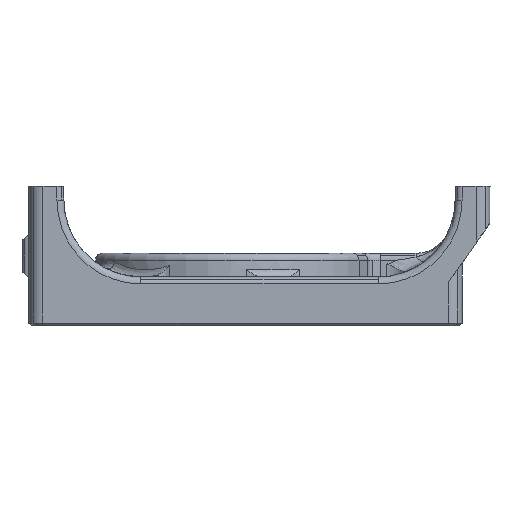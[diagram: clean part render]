
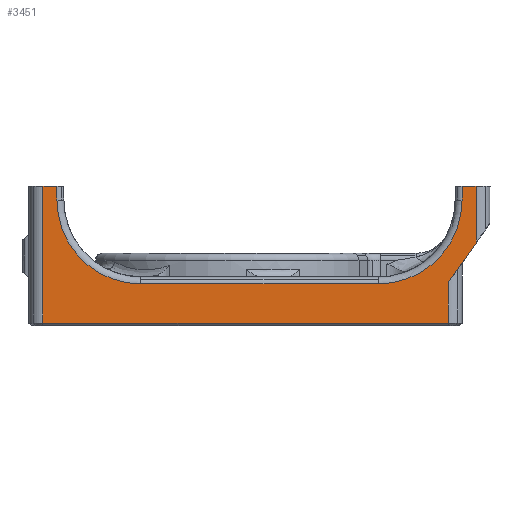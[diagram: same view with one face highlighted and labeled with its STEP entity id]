
A CAD part, left-side view. The second image highlights one B-rep face of the part: STEP entity #3451.
In plain terms, the highlighted planar face has unit normal (-1, 0, 0).
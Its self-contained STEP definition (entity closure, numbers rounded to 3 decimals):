
#163 = DIRECTION ( 'NONE',  ( 0., -0.707, -0.707 ) ) ;
#236 = EDGE_CURVE ( 'NONE', #5288, #2336, #1508, .T. ) ;
#391 = VECTOR ( 'NONE', #3639, 1000. ) ;
#591 = VERTEX_POINT ( 'NONE', #12569 ) ;
#982 = ORIENTED_EDGE ( 'NONE', *, *, #9645, .T. ) ;
#996 = VECTOR ( 'NONE', #6890, 1000. ) ;
#1105 = EDGE_LOOP ( 'NONE', ( #982, #10486, #9840, #4297, #1728, #1138, #11605, #11842, #10046, #9673, #5309, #4582 ) ) ;
#1138 = ORIENTED_EDGE ( 'NONE', *, *, #9643, .T. ) ;
#1199 = CARTESIAN_POINT ( 'NONE',  ( 0., 64., 20. ) ) ;
#1233 = EDGE_CURVE ( 'NONE', #2150, #7100, #8067, .T. ) ;
#1508 = LINE ( 'NONE', #2546, #4875 ) ;
#1728 = ORIENTED_EDGE ( 'NONE', *, *, #12844, .F. ) ;
#1833 = DIRECTION ( 'NONE',  ( 1., 0., 0. ) ) ;
#2150 = VERTEX_POINT ( 'NONE', #11336 ) ;
#2336 = VERTEX_POINT ( 'NONE', #6844 ) ;
#2546 = CARTESIAN_POINT ( 'NONE',  ( 0., 2., 20. ) ) ;
#2831 = VECTOR ( 'NONE', #7290, 1000. ) ;
#3249 = VERTEX_POINT ( 'NONE', #8601 ) ;
#3386 = LINE ( 'NONE', #5396, #9921 ) ;
#3451 = ADVANCED_FACE ( 'NONE', ( #10082 ), #5026, .T. ) ;
#3639 = DIRECTION ( 'NONE',  ( 0., -1., 0. ) ) ;
#3676 = CARTESIAN_POINT ( 'NONE',  ( 0., 4., 20. ) ) ;
#3793 = EDGE_CURVE ( 'NONE', #4442, #11477, #4982, .T. ) ;
#3990 = LINE ( 'NONE', #7172, #10330 ) ;
#4008 = VECTOR ( 'NONE', #6818, 1000. ) ;
#4116 = VECTOR ( 'NONE', #10626, 1000. ) ;
#4252 = CARTESIAN_POINT ( 'NONE',  ( 0., 66., 20. ) ) ;
#4297 = ORIENTED_EDGE ( 'NONE', *, *, #236, .T. ) ;
#4442 = VERTEX_POINT ( 'NONE', #11698 ) ;
#4582 = ORIENTED_EDGE ( 'NONE', *, *, #11967, .T. ) ;
#4741 = DIRECTION ( 'NONE',  ( 0., -1., 0. ) ) ;
#4875 = VECTOR ( 'NONE', #5454, 1000. ) ;
#4884 = LINE ( 'NONE', #10903, #996 ) ;
#4982 = LINE ( 'NONE', #10942, #8966 ) ;
#5026 = PLANE ( 'NONE',  #12698 ) ;
#5288 = VERTEX_POINT ( 'NONE', #11907 ) ;
#5309 = ORIENTED_EDGE ( 'NONE', *, *, #8055, .F. ) ;
#5372 = EDGE_CURVE ( 'NONE', #5288, #11477, #3990, .T. ) ;
#5396 = CARTESIAN_POINT ( 'NONE',  ( 0., 4., 20. ) ) ;
#5454 = DIRECTION ( 'NONE',  ( 0., 0., 1. ) ) ;
#5786 = DIRECTION ( 'NONE',  ( 0., 0.707, -0.707 ) ) ;
#6067 = DIRECTION ( 'NONE',  ( -1., 0., 0. ) ) ;
#6557 = DIRECTION ( 'NONE',  ( 0., 0., -1. ) ) ;
#6818 = DIRECTION ( 'NONE',  ( 0., -1., 0. ) ) ;
#6844 = CARTESIAN_POINT ( 'NONE',  ( 0., 2., 20. ) ) ;
#6858 = VERTEX_POINT ( 'NONE', #3676 ) ;
#6890 = DIRECTION ( 'NONE',  ( 0., 1., 0. ) ) ;
#6938 = VERTEX_POINT ( 'NONE', #9510 ) ;
#7044 = DIRECTION ( 'NONE',  ( 0., 0., -1. ) ) ;
#7100 = VERTEX_POINT ( 'NONE', #11434 ) ;
#7172 = CARTESIAN_POINT ( 'NONE',  ( 0., 9.615, 0.982 ) ) ;
#7255 = DIRECTION ( 'NONE',  ( 0., 0., 1. ) ) ;
#7290 = DIRECTION ( 'NONE',  ( 0., 0., 1. ) ) ;
#7339 = LINE ( 'NONE', #10318, #391 ) ;
#7530 = LINE ( 'NONE', #11486, #9891 ) ;
#8010 = DIRECTION ( 'NONE',  ( 0., 0.574, -0.819 ) ) ;
#8055 = EDGE_CURVE ( 'NONE', #9063, #7100, #8556, .T. ) ;
#8067 = LINE ( 'NONE', #11180, #2831 ) ;
#8556 = LINE ( 'NONE', #12530, #4008 ) ;
#8601 = CARTESIAN_POINT ( 'NONE',  ( 0., 64., 0.4 ) ) ;
#8966 = VECTOR ( 'NONE', #7255, 1000. ) ;
#9037 = DIRECTION ( 'NONE',  ( 1., 0., 0. ) ) ;
#9063 = VERTEX_POINT ( 'NONE', #1199 ) ;
#9320 = EDGE_CURVE ( 'NONE', #10179, #6938, #4884, .T. ) ;
#9510 = CARTESIAN_POINT ( 'NONE',  ( 0., 50., 6. ) ) ;
#9594 = CARTESIAN_POINT ( 'NONE',  ( 0., 50., 18. ) ) ;
#9643 = EDGE_CURVE ( 'NONE', #6858, #591, #7530, .T. ) ;
#9645 = EDGE_CURVE ( 'NONE', #3249, #4442, #7339, .T. ) ;
#9673 = ORIENTED_EDGE ( 'NONE', *, *, #1233, .T. ) ;
#9709 = CIRCLE ( 'NONE', #9910, 12. ) ;
#9776 = EDGE_CURVE ( 'NONE', #6938, #2150, #12197, .T. ) ;
#9840 = ORIENTED_EDGE ( 'NONE', *, *, #5372, .F. ) ;
#9891 = VECTOR ( 'NONE', #6557, 1000. ) ;
#9910 = AXIS2_PLACEMENT_3D ( 'NONE', #10909, #9037, #163 ) ;
#9921 = VECTOR ( 'NONE', #4741, 1000. ) ;
#10046 = ORIENTED_EDGE ( 'NONE', *, *, #9776, .T. ) ;
#10082 = FACE_OUTER_BOUND ( 'NONE', #1105, .T. ) ;
#10179 = VERTEX_POINT ( 'NONE', #10452 ) ;
#10318 = CARTESIAN_POINT ( 'NONE',  ( 0., 49.5, 0.4 ) ) ;
#10330 = VECTOR ( 'NONE', #8010, 1000. ) ;
#10452 = CARTESIAN_POINT ( 'NONE',  ( 0., 16., 6. ) ) ;
#10486 = ORIENTED_EDGE ( 'NONE', *, *, #3793, .T. ) ;
#10626 = DIRECTION ( 'NONE',  ( 0., 0., -1. ) ) ;
#10694 = CARTESIAN_POINT ( 'NONE',  ( 0., 64., 20. ) ) ;
#10903 = CARTESIAN_POINT ( 'NONE',  ( 0., 58., 6. ) ) ;
#10909 = CARTESIAN_POINT ( 'NONE',  ( 0., 16., 18. ) ) ;
#10942 = CARTESIAN_POINT ( 'NONE',  ( 0., 6., 14.5 ) ) ;
#11180 = CARTESIAN_POINT ( 'NONE',  ( 0., 62., 21.5 ) ) ;
#11336 = CARTESIAN_POINT ( 'NONE',  ( 0., 62., 18. ) ) ;
#11365 = CARTESIAN_POINT ( 'NONE',  ( 0., 6., 6.144 ) ) ;
#11434 = CARTESIAN_POINT ( 'NONE',  ( 0., 62., 20. ) ) ;
#11477 = VERTEX_POINT ( 'NONE', #11365 ) ;
#11486 = CARTESIAN_POINT ( 'NONE',  ( 0., 4., 20. ) ) ;
#11605 = ORIENTED_EDGE ( 'NONE', *, *, #12671, .T. ) ;
#11698 = CARTESIAN_POINT ( 'NONE',  ( 0., 6., 0.4 ) ) ;
#11842 = ORIENTED_EDGE ( 'NONE', *, *, #9320, .T. ) ;
#11907 = CARTESIAN_POINT ( 'NONE',  ( 0., 2., 11.856 ) ) ;
#11967 = EDGE_CURVE ( 'NONE', #9063, #3249, #12651, .T. ) ;
#12197 = CIRCLE ( 'NONE', #12827, 12. ) ;
#12530 = CARTESIAN_POINT ( 'NONE',  ( 0., 68., 20. ) ) ;
#12569 = CARTESIAN_POINT ( 'NONE',  ( 0., 4., 18. ) ) ;
#12651 = LINE ( 'NONE', #10694, #4116 ) ;
#12671 = EDGE_CURVE ( 'NONE', #591, #10179, #9709, .T. ) ;
#12698 = AXIS2_PLACEMENT_3D ( 'NONE', #4252, #6067, #7044 ) ;
#12827 = AXIS2_PLACEMENT_3D ( 'NONE', #9594, #1833, #5786 ) ;
#12844 = EDGE_CURVE ( 'NONE', #6858, #2336, #3386, .T. ) ;
